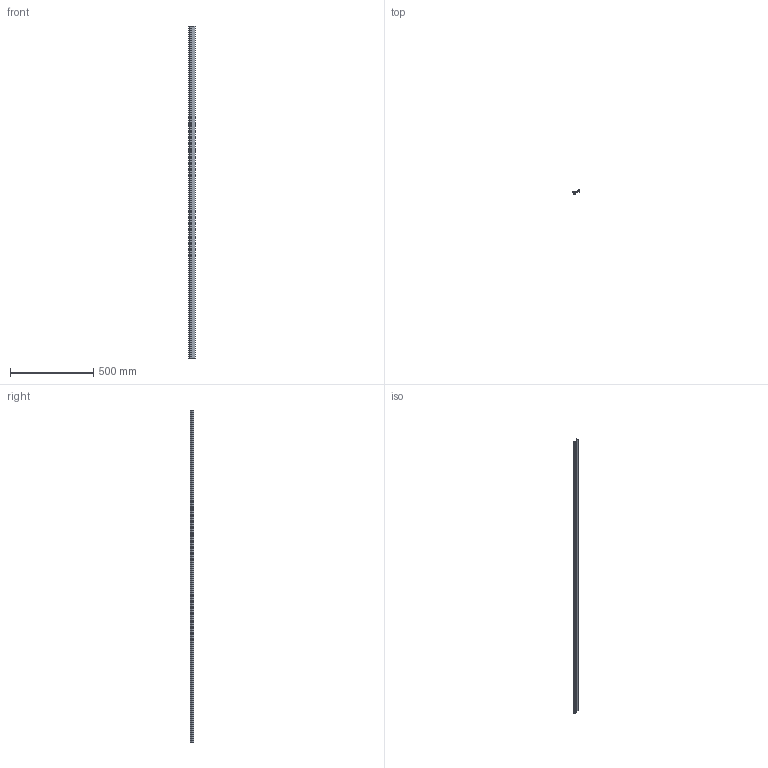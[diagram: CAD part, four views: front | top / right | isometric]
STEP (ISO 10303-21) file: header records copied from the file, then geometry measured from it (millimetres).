
FILE_DESCRIPTION (( 'STEP AP203' ), '1' );
FILE_NAME ('151269.step', '2021-06-03T16:04:59', ( '' ), ( '' ), 'SwSTEP 2.0', 'SolidWorks 2021', '' );
FILE_SCHEMA (( 'CONFIG_CONTROL_DESIGN' ));
Length unit declared in the file: millimetre
Products named in the file (1): 151269
Bounding box: 38.5 x 23.98 x 2000 mm (x, y, z)
Volume: 344076.6 mm3; surface area: 338817.4 mm2
Topology: 1 solids, 1 shells, 53 faces, 151 edges, 98 vertices
Faces by surface type: plane 27, cylinder 26
Entity records: 1814 total; most frequent: DIRECTION 311, CARTESIAN_POINT 303, ORIENTED_EDGE 302, EDGE_CURVE 151, AXIS2_PLACEMENT_3D 106, VECTOR 99, LINE 99, VERTEX_POINT 98
